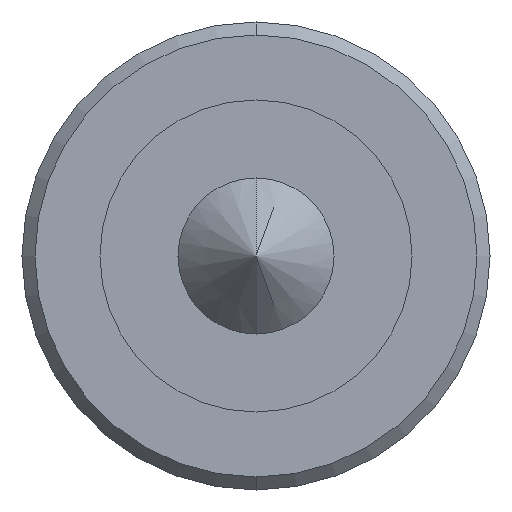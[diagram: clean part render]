
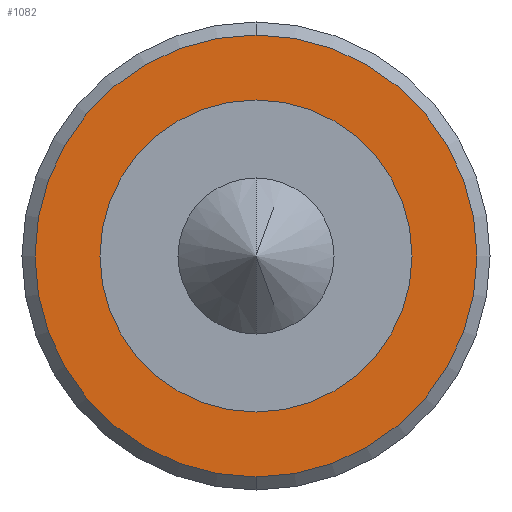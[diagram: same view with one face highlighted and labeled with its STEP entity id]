
A CAD part, front view. The second image highlights one B-rep face of the part: STEP entity #1082.
In plain terms, the highlighted planar face has unit normal (0, -1, 0).
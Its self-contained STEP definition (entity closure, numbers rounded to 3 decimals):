
#1 = CARTESIAN_POINT ( 'NONE',  ( 0., -10., -6. ) ) ;
#3 = CARTESIAN_POINT ( 'NONE',  ( 0., -10., 6. ) ) ;
#25 = CARTESIAN_POINT ( 'NONE',  ( 0., -10., -8.5 ) ) ;
#85 = AXIS2_PLACEMENT_3D ( 'NONE', #1363, #1364, #1365 ) ;
#121 = FACE_OUTER_BOUND ( 'NONE', #991, .T. ) ;
#171 = AXIS2_PLACEMENT_3D ( 'NONE', #1320, #1324, #1325 ) ;
#213 = AXIS2_PLACEMENT_3D ( 'NONE', #1544, #1545, #1546 ) ;
#216 = FACE_BOUND ( 'NONE', #947, .T. ) ;
#236 = DIRECTION ( 'NONE',  ( 0., 1., 0. ) ) ;
#237 = DIRECTION ( 'NONE',  ( 0., 0., 1. ) ) ;
#483 = VERTEX_POINT ( 'NONE', #25 ) ;
#487 = VERTEX_POINT ( 'NONE', #3 ) ;
#489 = VERTEX_POINT ( 'NONE', #1 ) ;
#603 = VERTEX_POINT ( 'NONE', #1190 ) ;
#649 = CIRCLE ( 'NONE', #819, 6. ) ;
#652 = CIRCLE ( 'NONE', #864, 8.5 ) ;
#680 = CIRCLE ( 'NONE', #85, 6. ) ;
#683 = CIRCLE ( 'NONE', #171, 8.5 ) ;
#778 = EDGE_CURVE ( 'NONE', #603, #483, #683, .T. ) ;
#819 = AXIS2_PLACEMENT_3D ( 'NONE', #1745, #236, #237 ) ;
#864 = AXIS2_PLACEMENT_3D ( 'NONE', #1709, #1725, #1726 ) ;
#947 = EDGE_LOOP ( 'NONE', ( #1825, #970 ) ) ;
#956 = ORIENTED_EDGE ( 'NONE', *, *, #778, .T. ) ;
#970 = ORIENTED_EDGE ( 'NONE', *, *, #1035, .T. ) ;
#991 = EDGE_LOOP ( 'NONE', ( #956, #1832 ) ) ;
#1035 = EDGE_CURVE ( 'NONE', #489, #487, #680, .T. ) ;
#1082 = ADVANCED_FACE ( 'NONE', ( #121, #216 ), #1543, .T. ) ;
#1137 = EDGE_CURVE ( 'NONE', #483, #603, #652, .T. ) ;
#1144 = EDGE_CURVE ( 'NONE', #487, #489, #649, .T. ) ;
#1190 = CARTESIAN_POINT ( 'NONE',  ( 0., -10., 8.5 ) ) ;
#1320 = CARTESIAN_POINT ( 'NONE',  ( 0., -10., 0. ) ) ;
#1324 = DIRECTION ( 'NONE',  ( 0., -1., 0. ) ) ;
#1325 = DIRECTION ( 'NONE',  ( 0., 0., -1. ) ) ;
#1363 = CARTESIAN_POINT ( 'NONE',  ( 0., -10., 0. ) ) ;
#1364 = DIRECTION ( 'NONE',  ( 0., 1., 0. ) ) ;
#1365 = DIRECTION ( 'NONE',  ( 0., 0., 1. ) ) ;
#1543 = PLANE ( 'NONE',  #213 ) ;
#1544 = CARTESIAN_POINT ( 'NONE',  ( -9., -10., 0. ) ) ;
#1545 = DIRECTION ( 'NONE',  ( 0., -1., 0. ) ) ;
#1546 = DIRECTION ( 'NONE',  ( 0., 0., -1. ) ) ;
#1709 = CARTESIAN_POINT ( 'NONE',  ( 0., -10., 0. ) ) ;
#1725 = DIRECTION ( 'NONE',  ( 0., -1., 0. ) ) ;
#1726 = DIRECTION ( 'NONE',  ( 0., 0., -1. ) ) ;
#1745 = CARTESIAN_POINT ( 'NONE',  ( 0., -10., 0. ) ) ;
#1825 = ORIENTED_EDGE ( 'NONE', *, *, #1144, .T. ) ;
#1832 = ORIENTED_EDGE ( 'NONE', *, *, #1137, .T. ) ;
